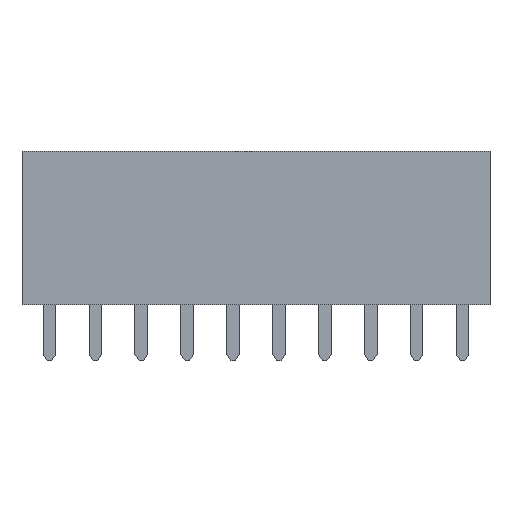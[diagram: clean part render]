
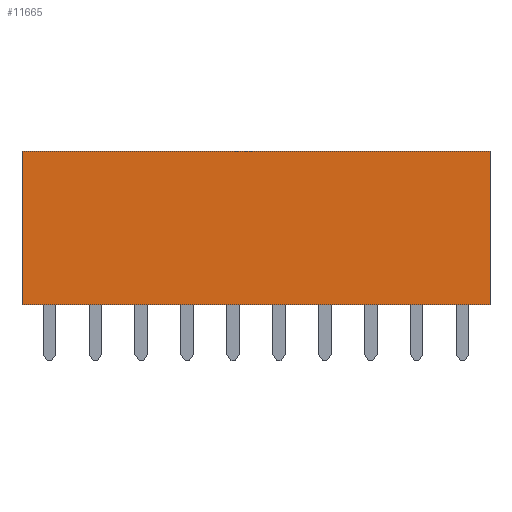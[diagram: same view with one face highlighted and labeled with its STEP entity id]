
A CAD part, front view. The second image highlights one B-rep face of the part: STEP entity #11665.
In plain terms, the highlighted planar face has unit normal (0, -1, 0).
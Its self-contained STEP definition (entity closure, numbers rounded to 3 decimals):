
#8611 = VERTEX_POINT('',#8612);
#8612 = CARTESIAN_POINT('',(-12.95,-1.25,4.25));
#8618 = EDGE_CURVE('',#8619,#8611,#8621,.T.);
#8619 = VERTEX_POINT('',#8620);
#8620 = CARTESIAN_POINT('',(12.95,-1.25,4.25));
#8621 = LINE('',#8622,#8623);
#8622 = CARTESIAN_POINT('',(12.95,-1.25,4.25));
#8623 = VECTOR('',#8624,1.);
#8624 = DIRECTION('',(-1.,0.,0.));
#11397 = VERTEX_POINT('',#11398);
#11398 = CARTESIAN_POINT('',(-12.95,-1.25,-4.25));
#11404 = EDGE_CURVE('',#8611,#11397,#11405,.T.);
#11405 = LINE('',#11406,#11407);
#11406 = CARTESIAN_POINT('',(-12.95,-1.25,4.25));
#11407 = VECTOR('',#11408,1.);
#11408 = DIRECTION('',(0.,0.,-1.));
#11665 = ADVANCED_FACE('',(#11666),#11684,.T.);
#11666 = FACE_BOUND('',#11667,.T.);
#11667 = EDGE_LOOP('',(#11668,#11669,#11670,#11678));
#11668 = ORIENTED_EDGE('',*,*,#8618,.T.);
#11669 = ORIENTED_EDGE('',*,*,#11404,.T.);
#11670 = ORIENTED_EDGE('',*,*,#11671,.T.);
#11671 = EDGE_CURVE('',#11397,#11672,#11674,.T.);
#11672 = VERTEX_POINT('',#11673);
#11673 = CARTESIAN_POINT('',(12.95,-1.25,-4.25));
#11674 = LINE('',#11675,#11676);
#11675 = CARTESIAN_POINT('',(-12.95,-1.25,-4.25));
#11676 = VECTOR('',#11677,1.);
#11677 = DIRECTION('',(1.,0.,0.));
#11678 = ORIENTED_EDGE('',*,*,#11679,.T.);
#11679 = EDGE_CURVE('',#11672,#8619,#11680,.T.);
#11680 = LINE('',#11681,#11682);
#11681 = CARTESIAN_POINT('',(12.95,-1.25,-4.25));
#11682 = VECTOR('',#11683,1.);
#11683 = DIRECTION('',(0.,0.,1.));
#11684 = PLANE('',#11685);
#11685 = AXIS2_PLACEMENT_3D('',#11686,#11687,#11688);
#11686 = CARTESIAN_POINT('',(0.,-1.25,0.));
#11687 = DIRECTION('',(0.,-1.,0.));
#11688 = DIRECTION('',(0.,0.,-1.));
